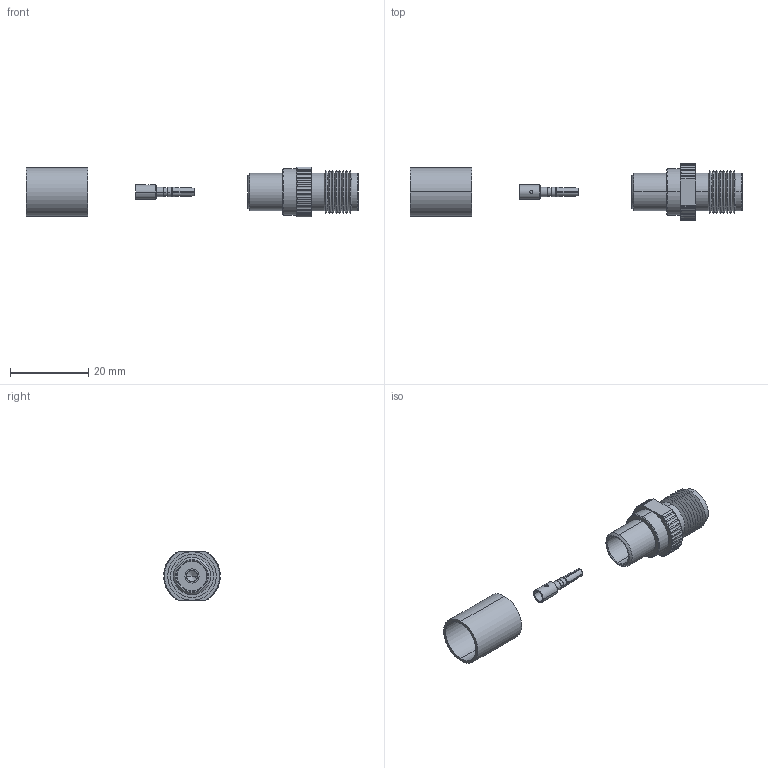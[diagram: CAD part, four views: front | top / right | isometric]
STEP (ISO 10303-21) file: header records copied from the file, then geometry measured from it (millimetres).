
FILE_DESCRIPTION (( 'STEP AP214' ), '1' );
FILE_NAME ('ATF-1402.STEP', '2019-01-23T12:52:54', ( '' ), ( '' ), 'SwSTEP 2.0', 'SolidWorks 2017', '' );
FILE_SCHEMA (( 'AUTOMOTIVE_DESIGN' ));
Length unit declared in the file: inch
Products named in the file (4): ATF-1402; ATF-1402-MA2_CHOICERIGHT; ATF-1402-MA1_CHOICERIGHT; ATF-1402-MA3_CHOICERIGHT
Assembly tree (3 placements, depth 2):
  ATF-1402
    ATF-1402-MA1_CHOICERIGHT
    ATF-1402-MA2_CHOICERIGHT
    ATF-1402-MA3_CHOICERIGHT
Bounding box: 84.95 x 14.48 x 12.7 mm (x, y, z)
Volume: 2513.6 mm3; surface area: 3266.3 mm2
Topology: 3 solids, 3 shells, 182 faces, 452 edges, 283 vertices
Faces by surface type: cylinder 90, cone 58, plane 32, torus 2
Entity records: 6712 total; most frequent: CARTESIAN_POINT 1629, DIRECTION 914, ORIENTED_EDGE 900, EDGE_CURVE 450, AXIS2_PLACEMENT_3D 376, VERTEX_POINT 283, EDGE_LOOP 197, CIRCLE 188
